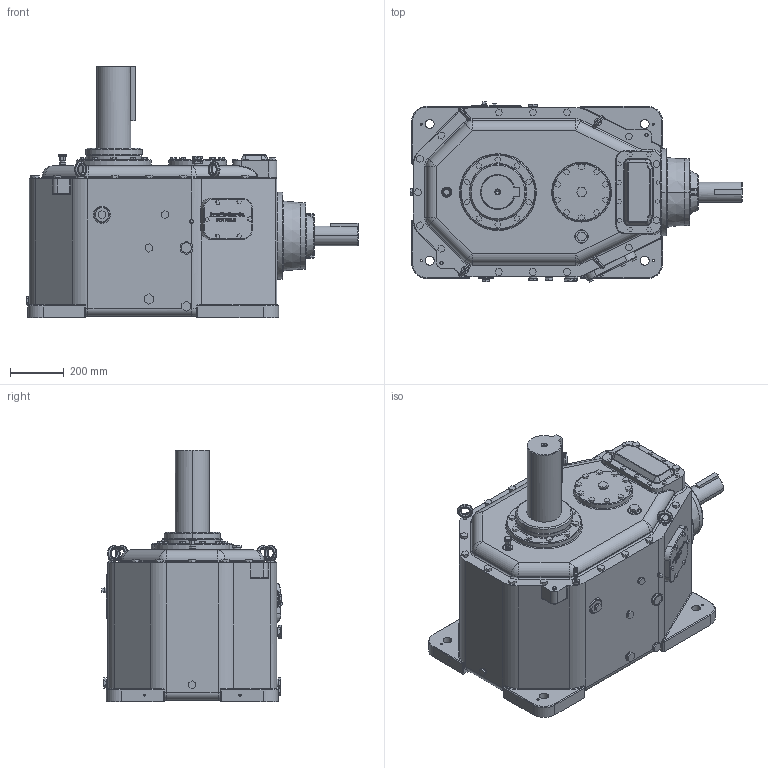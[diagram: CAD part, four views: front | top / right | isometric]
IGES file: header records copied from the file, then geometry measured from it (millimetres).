
Global section: file name: No Iges File Name specified; native system: Autodesk Inventor 2011; preprocessor: AutoDesk Inventor Iges Exporter R2011; author: joseph; date: 20110718.100859; units: inch
Bounding box: 1235.04 x 670.27 x 936.62 mm (x, y, z)
Volume: 243691878.9 mm3; surface area: 6226564.4 mm2
Topology: 16 solids, 16 shells, 1778 faces, 4492 edges, 2838 vertices
Faces by surface type: plane 962, bspline 412, cylinder 185, revolution 100, torus 89, cone 15, sphere 15
